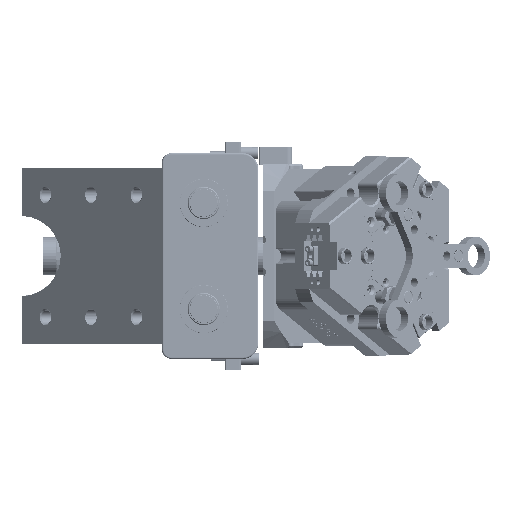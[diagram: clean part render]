
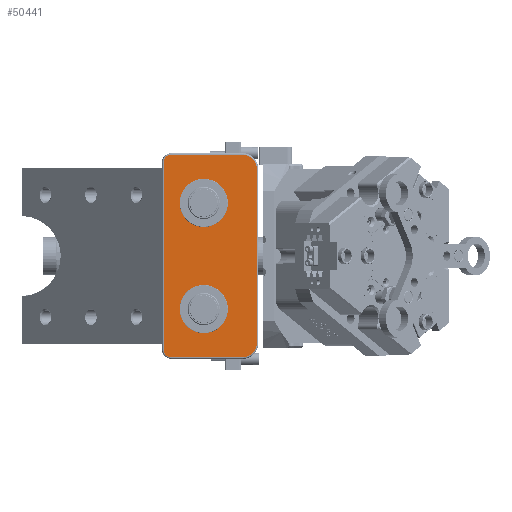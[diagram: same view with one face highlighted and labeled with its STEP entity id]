
A CAD part, left-side view. The second image highlights one B-rep face of the part: STEP entity #50441.
In plain terms, the highlighted face is planar.
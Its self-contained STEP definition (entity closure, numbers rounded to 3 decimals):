
#1260 = AXIS2_PLACEMENT_3D ( 'NONE', #93003, #49875, #31460 ) ;
#4650 = EDGE_CURVE ( 'NONE', #12735, #78092, #37059, .T. ) ;
#4895 = CARTESIAN_POINT ( 'NONE',  ( 63., 0., 24. ) ) ;
#4913 = CIRCLE ( 'NONE', #75358, 9.25 ) ;
#9311 = VERTEX_POINT ( 'NONE', #36376 ) ;
#12180 = EDGE_CURVE ( 'NONE', #89505, #53292, #48011, .T. ) ;
#12215 = EDGE_LOOP ( 'NONE', ( #33304, #23698 ) ) ;
#12226 = DIRECTION ( 'NONE',  ( -1., 0., 0. ) ) ;
#12358 = EDGE_CURVE ( 'NONE', #62644, #89505, #45208, .T. ) ;
#12735 = VERTEX_POINT ( 'NONE', #90607 ) ;
#13206 = CARTESIAN_POINT ( 'NONE',  ( 0., 0., 0. ) ) ;
#15102 = ORIENTED_EDGE ( 'NONE', *, *, #12180, .T. ) ;
#15339 = AXIS2_PLACEMENT_3D ( 'NONE', #24957, #64924, #47908 ) ;
#15746 = EDGE_CURVE ( 'NONE', #74413, #81449, #61777, .T. ) ;
#16120 = EDGE_CURVE ( 'NONE', #43917, #91292, #4913, .T. ) ;
#16135 = DIRECTION ( 'NONE',  ( 0., 0., -1. ) ) ;
#16666 = FACE_BOUND ( 'NONE', #12215, .T. ) ;
#20052 = VERTEX_POINT ( 'NONE', #51734 ) ;
#20485 = CARTESIAN_POINT ( 'NONE',  ( 0., 0., -29. ) ) ;
#21434 = CARTESIAN_POINT ( 'NONE',  ( -33., 0., 4. ) ) ;
#23647 = EDGE_CURVE ( 'NONE', #82782, #9311, #43024, .T. ) ;
#23698 = ORIENTED_EDGE ( 'NONE', *, *, #53983, .F. ) ;
#24179 = CARTESIAN_POINT ( 'NONE',  ( 63., 0., -20. ) ) ;
#24957 = CARTESIAN_POINT ( 'NONE',  ( 54., 0., -20. ) ) ;
#25052 = LINE ( 'NONE', #20485, #83107 ) ;
#25425 = AXIS2_PLACEMENT_3D ( 'NONE', #44994, #60559, #34899 ) ;
#26565 = EDGE_CURVE ( 'NONE', #91292, #43917, #104320, .T. ) ;
#29079 = DIRECTION ( 'NONE',  ( 0., -1., 0. ) ) ;
#29815 = PLANE ( 'NONE',  #47862 ) ;
#29860 = CARTESIAN_POINT ( 'NONE',  ( -58., 0., 29. ) ) ;
#30446 = EDGE_LOOP ( 'NONE', ( #15102, #50713, #101695, #66745, #34245, #77261, #68290, #62858 ) ) ;
#31460 = DIRECTION ( 'NONE',  ( 0., 0., -1. ) ) ;
#33304 = ORIENTED_EDGE ( 'NONE', *, *, #4650, .F. ) ;
#34245 = ORIENTED_EDGE ( 'NONE', *, *, #90164, .T. ) ;
#34899 = DIRECTION ( 'NONE',  ( 0., 0., -1. ) ) ;
#35741 = DIRECTION ( 'NONE',  ( 0., 0., -1. ) ) ;
#36376 = CARTESIAN_POINT ( 'NONE',  ( -54., 0., -29. ) ) ;
#36844 = AXIS2_PLACEMENT_3D ( 'NONE', #79494, #54167, #63227 ) ;
#37059 = CIRCLE ( 'NONE', #25425, 9.25 ) ;
#37155 = CARTESIAN_POINT ( 'NONE',  ( -33., 0., -5.25 ) ) ;
#37224 = CARTESIAN_POINT ( 'NONE',  ( 63., 0., 24. ) ) ;
#38571 = CARTESIAN_POINT ( 'NONE',  ( -33., 0., 13.25 ) ) ;
#38867 = DIRECTION ( 'NONE',  ( 0., 0., 1. ) ) ;
#38982 = CARTESIAN_POINT ( 'NONE',  ( -58., 0., 29. ) ) ;
#39594 = FACE_BOUND ( 'NONE', #76546, .T. ) ;
#41792 = CARTESIAN_POINT ( 'NONE',  ( -33., 0., 4. ) ) ;
#43024 = CIRCLE ( 'NONE', #36844, 9. ) ;
#43917 = VERTEX_POINT ( 'NONE', #37155 ) ;
#44994 = CARTESIAN_POINT ( 'NONE',  ( 33., 0., 4. ) ) ;
#45208 = CIRCLE ( 'NONE', #1260, 5. ) ;
#47862 = AXIS2_PLACEMENT_3D ( 'NONE', #13206, #29079, #72837 ) ;
#47908 = DIRECTION ( 'NONE',  ( 0., 0., -1. ) ) ;
#48011 = LINE ( 'NONE', #38982, #100800 ) ;
#49875 = DIRECTION ( 'NONE',  ( 0., -1., 0. ) ) ;
#50441 = ADVANCED_FACE ( 'NONE', ( #89688, #16666, #39594 ), #29815, .T. ) ;
#50713 = ORIENTED_EDGE ( 'NONE', *, *, #58722, .T. ) ;
#51465 = CARTESIAN_POINT ( 'NONE',  ( -58., 0., 24. ) ) ;
#51734 = CARTESIAN_POINT ( 'NONE',  ( -63., 0., 24. ) ) ;
#52396 = EDGE_CURVE ( 'NONE', #81449, #62644, #67526, .T. ) ;
#53292 = VERTEX_POINT ( 'NONE', #29860 ) ;
#53983 = EDGE_CURVE ( 'NONE', #78092, #12735, #100051, .T. ) ;
#54167 = DIRECTION ( 'NONE',  ( 0., -1., 0. ) ) ;
#55036 = DIRECTION ( 'NONE',  ( 0., 0., -1. ) ) ;
#58722 = EDGE_CURVE ( 'NONE', #53292, #20052, #97969, .T. ) ;
#58786 = VECTOR ( 'NONE', #76110, 1000. ) ;
#60559 = DIRECTION ( 'NONE',  ( 0., -1., 0. ) ) ;
#61777 = CIRCLE ( 'NONE', #15339, 9. ) ;
#62121 = CARTESIAN_POINT ( 'NONE',  ( 33., 0., 4. ) ) ;
#62644 = VERTEX_POINT ( 'NONE', #37224 ) ;
#62858 = ORIENTED_EDGE ( 'NONE', *, *, #12358, .T. ) ;
#63227 = DIRECTION ( 'NONE',  ( 0., 0., -1. ) ) ;
#63280 = CARTESIAN_POINT ( 'NONE',  ( 58., 0., 29. ) ) ;
#63882 = DIRECTION ( 'NONE',  ( 1., 0., 0. ) ) ;
#64924 = DIRECTION ( 'NONE',  ( 0., -1., 0. ) ) ;
#66745 = ORIENTED_EDGE ( 'NONE', *, *, #23647, .T. ) ;
#67250 = CARTESIAN_POINT ( 'NONE',  ( 33., 0., 13.25 ) ) ;
#67526 = LINE ( 'NONE', #4895, #90554 ) ;
#68290 = ORIENTED_EDGE ( 'NONE', *, *, #52396, .T. ) ;
#69583 = DIRECTION ( 'NONE',  ( 0., 0., -1. ) ) ;
#71060 = CARTESIAN_POINT ( 'NONE',  ( 54., 0., -29. ) ) ;
#71164 = DIRECTION ( 'NONE',  ( 0., -1., 0. ) ) ;
#72416 = DIRECTION ( 'NONE',  ( 0., -1., 0. ) ) ;
#72837 = DIRECTION ( 'NONE',  ( 0., 0., -1. ) ) ;
#73811 = EDGE_CURVE ( 'NONE', #20052, #82782, #77761, .T. ) ;
#74413 = VERTEX_POINT ( 'NONE', #71060 ) ;
#75358 = AXIS2_PLACEMENT_3D ( 'NONE', #21434, #72416, #55036 ) ;
#75735 = CARTESIAN_POINT ( 'NONE',  ( -63., 0., 0. ) ) ;
#76110 = DIRECTION ( 'NONE',  ( 0., 0., -1. ) ) ;
#76401 = AXIS2_PLACEMENT_3D ( 'NONE', #62121, #71164, #35741 ) ;
#76546 = EDGE_LOOP ( 'NONE', ( #93795, #107498 ) ) ;
#77164 = DIRECTION ( 'NONE',  ( 0., -1., 0. ) ) ;
#77261 = ORIENTED_EDGE ( 'NONE', *, *, #15746, .T. ) ;
#77761 = LINE ( 'NONE', #75735, #58786 ) ;
#78092 = VERTEX_POINT ( 'NONE', #67250 ) ;
#79494 = CARTESIAN_POINT ( 'NONE',  ( -54., 0., -20. ) ) ;
#81449 = VERTEX_POINT ( 'NONE', #24179 ) ;
#82782 = VERTEX_POINT ( 'NONE', #105124 ) ;
#83107 = VECTOR ( 'NONE', #63882, 1000. ) ;
#83347 = AXIS2_PLACEMENT_3D ( 'NONE', #41792, #101922, #16135 ) ;
#89505 = VERTEX_POINT ( 'NONE', #63280 ) ;
#89688 = FACE_OUTER_BOUND ( 'NONE', #30446, .T. ) ;
#90164 = EDGE_CURVE ( 'NONE', #9311, #74413, #25052, .T. ) ;
#90554 = VECTOR ( 'NONE', #38867, 1000. ) ;
#90607 = CARTESIAN_POINT ( 'NONE',  ( 33., 0., -5.25 ) ) ;
#91292 = VERTEX_POINT ( 'NONE', #38571 ) ;
#93003 = CARTESIAN_POINT ( 'NONE',  ( 58., 0., 24. ) ) ;
#93795 = ORIENTED_EDGE ( 'NONE', *, *, #16120, .F. ) ;
#97969 = CIRCLE ( 'NONE', #104107, 5. ) ;
#100051 = CIRCLE ( 'NONE', #76401, 9.25 ) ;
#100800 = VECTOR ( 'NONE', #12226, 1000. ) ;
#101695 = ORIENTED_EDGE ( 'NONE', *, *, #73811, .T. ) ;
#101922 = DIRECTION ( 'NONE',  ( 0., -1., 0. ) ) ;
#104107 = AXIS2_PLACEMENT_3D ( 'NONE', #51465, #77164, #69583 ) ;
#104320 = CIRCLE ( 'NONE', #83347, 9.25 ) ;
#105124 = CARTESIAN_POINT ( 'NONE',  ( -63., 0., -20. ) ) ;
#107498 = ORIENTED_EDGE ( 'NONE', *, *, #26565, .F. ) ;
